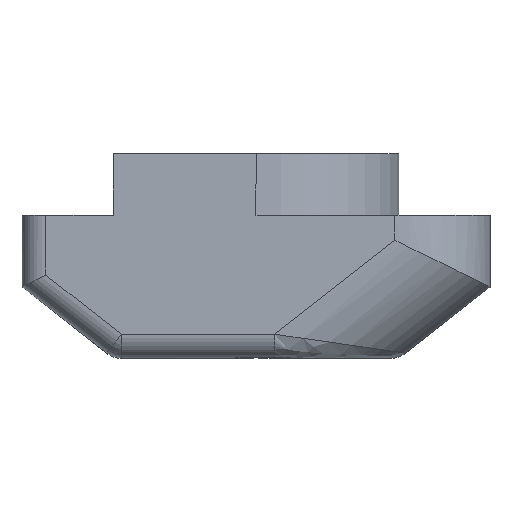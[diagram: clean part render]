
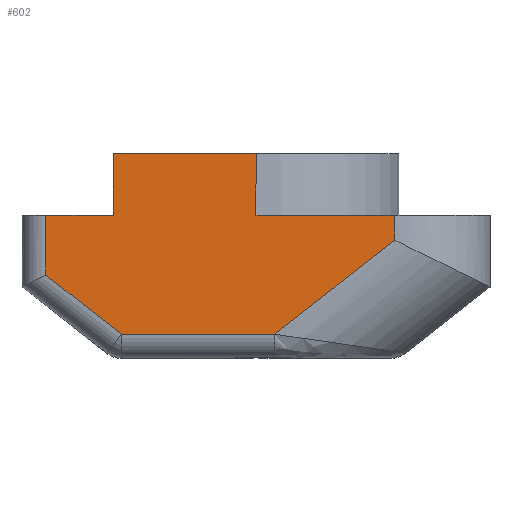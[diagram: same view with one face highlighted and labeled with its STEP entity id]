
A CAD part, top view. The second image highlights one B-rep face of the part: STEP entity #602.
In plain terms, the highlighted planar face has unit normal (0, 0, 1).
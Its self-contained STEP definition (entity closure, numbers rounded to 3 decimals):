
#2 = VERTEX_POINT ( 'NONE', #671 ) ;
#11 = CARTESIAN_POINT ( 'NONE',  ( 0.391, -2.5, 3. ) ) ;
#15 = LINE ( 'NONE', #407, #913 ) ;
#34 = VECTOR ( 'NONE', #540, 1000. ) ;
#37 = EDGE_CURVE ( 'NONE', #1124, #895, #350, .T. ) ;
#42 = CARTESIAN_POINT ( 'NONE',  ( 2.92, 0., 3. ) ) ;
#51 = DIRECTION ( 'NONE',  ( 0., 1., 0. ) ) ;
#69 = VERTEX_POINT ( 'NONE', #534 ) ;
#76 = VERTEX_POINT ( 'NONE', #637 ) ;
#97 = CARTESIAN_POINT ( 'NONE',  ( 0., 1.3, 3. ) ) ;
#100 = VECTOR ( 'NONE', #204, 1000. ) ;
#102 = VERTEX_POINT ( 'NONE', #252 ) ;
#121 = EDGE_CURVE ( 'NONE', #308, #813, #831, .T. ) ;
#142 = CARTESIAN_POINT ( 'NONE',  ( -4.42, 0., 3. ) ) ;
#152 = EDGE_CURVE ( 'NONE', #895, #813, #1172, .T. ) ;
#156 = VECTOR ( 'NONE', #878, 1000. ) ;
#157 = DIRECTION ( 'NONE',  ( -1., 0., 0. ) ) ;
#172 = VERTEX_POINT ( 'NONE', #11 ) ;
#192 = ORIENTED_EDGE ( 'NONE', *, *, #1006, .T. ) ;
#194 = DIRECTION ( 'NONE',  ( 0.788, 0.616, 0. ) ) ;
#196 = LINE ( 'NONE', #97, #156 ) ;
#197 = EDGE_LOOP ( 'NONE', ( #877, #192, #775, #326, #1014, #826, #851, #902, #423, #1039 ) ) ;
#204 = DIRECTION ( 'NONE',  ( 1., 0., 0. ) ) ;
#224 = VERTEX_POINT ( 'NONE', #687 ) ;
#225 = PLANE ( 'NONE',  #718 ) ;
#233 = VECTOR ( 'NONE', #1123, 1000. ) ;
#252 = CARTESIAN_POINT ( 'NONE',  ( -3., 0., 3. ) ) ;
#285 = EDGE_CURVE ( 'NONE', #76, #69, #1090, .T. ) ;
#308 = VERTEX_POINT ( 'NONE', #527 ) ;
#325 = EDGE_CURVE ( 'NONE', #224, #102, #723, .T. ) ;
#326 = ORIENTED_EDGE ( 'NONE', *, *, #37, .T. ) ;
#350 = LINE ( 'NONE', #42, #1222 ) ;
#407 = CARTESIAN_POINT ( 'NONE',  ( 1.361, -1.742, 3. ) ) ;
#411 = LINE ( 'NONE', #1165, #100 ) ;
#418 = EDGE_CURVE ( 'NONE', #102, #76, #661, .T. ) ;
#423 = ORIENTED_EDGE ( 'NONE', *, *, #418, .T. ) ;
#428 = DIRECTION ( 'NONE',  ( 0.788, -0.616, 0. ) ) ;
#518 = VECTOR ( 'NONE', #533, 1000. ) ;
#527 = CARTESIAN_POINT ( 'NONE',  ( 0., 1.3, 3. ) ) ;
#532 = EDGE_CURVE ( 'NONE', #224, #308, #196, .T. ) ;
#533 = DIRECTION ( 'NONE',  ( 0., -1., 0. ) ) ;
#534 = CARTESIAN_POINT ( 'NONE',  ( -4.42, -1.256, 3. ) ) ;
#537 = CARTESIAN_POINT ( 'NONE',  ( 0., 1.3, 3. ) ) ;
#540 = DIRECTION ( 'NONE',  ( 0., -1., 0. ) ) ;
#542 = CARTESIAN_POINT ( 'NONE',  ( 2.92, -0.525, 3. ) ) ;
#561 = CARTESIAN_POINT ( 'NONE',  ( -4.92, 0., 3. ) ) ;
#563 = VECTOR ( 'NONE', #1166, 1000. ) ;
#571 = CARTESIAN_POINT ( 'NONE',  ( -4.92, 0., 3. ) ) ;
#602 = ADVANCED_FACE ( 'NONE', ( #906 ), #225, .F. ) ;
#637 = CARTESIAN_POINT ( 'NONE',  ( -4.42, 0., 3. ) ) ;
#661 = LINE ( 'NONE', #561, #233 ) ;
#671 = CARTESIAN_POINT ( 'NONE',  ( -2.828, -2.5, 3. ) ) ;
#679 = VECTOR ( 'NONE', #428, 1000. ) ;
#687 = CARTESIAN_POINT ( 'NONE',  ( -3., 1.3, 3. ) ) ;
#718 = AXIS2_PLACEMENT_3D ( 'NONE', #1036, #922, #157 ) ;
#723 = LINE ( 'NONE', #1109, #518 ) ;
#758 = VECTOR ( 'NONE', #1105, 1000. ) ;
#775 = ORIENTED_EDGE ( 'NONE', *, *, #1020, .T. ) ;
#788 = EDGE_CURVE ( 'NONE', #69, #2, #1179, .T. ) ;
#813 = VERTEX_POINT ( 'NONE', #1030 ) ;
#826 = ORIENTED_EDGE ( 'NONE', *, *, #121, .F. ) ;
#831 = LINE ( 'NONE', #537, #758 ) ;
#851 = ORIENTED_EDGE ( 'NONE', *, *, #532, .F. ) ;
#877 = ORIENTED_EDGE ( 'NONE', *, *, #788, .T. ) ;
#878 = DIRECTION ( 'NONE',  ( 1., 0., 0. ) ) ;
#895 = VERTEX_POINT ( 'NONE', #1157 ) ;
#902 = ORIENTED_EDGE ( 'NONE', *, *, #325, .T. ) ;
#903 = CARTESIAN_POINT ( 'NONE',  ( -2.285, -2.924, 3. ) ) ;
#906 = FACE_OUTER_BOUND ( 'NONE', #197, .T. ) ;
#913 = VECTOR ( 'NONE', #194, 1000. ) ;
#922 = DIRECTION ( 'NONE',  ( 0., 0., -1. ) ) ;
#1006 = EDGE_CURVE ( 'NONE', #2, #172, #411, .T. ) ;
#1014 = ORIENTED_EDGE ( 'NONE', *, *, #152, .T. ) ;
#1020 = EDGE_CURVE ( 'NONE', #172, #1124, #15, .T. ) ;
#1030 = CARTESIAN_POINT ( 'NONE',  ( 0., 0., 3. ) ) ;
#1036 = CARTESIAN_POINT ( 'NONE',  ( 0., 0., 3. ) ) ;
#1039 = ORIENTED_EDGE ( 'NONE', *, *, #285, .T. ) ;
#1090 = LINE ( 'NONE', #142, #34 ) ;
#1105 = DIRECTION ( 'NONE',  ( 0., -1., 0. ) ) ;
#1109 = CARTESIAN_POINT ( 'NONE',  ( -3., 1.3, 3. ) ) ;
#1123 = DIRECTION ( 'NONE',  ( -1., 0., 0. ) ) ;
#1124 = VERTEX_POINT ( 'NONE', #542 ) ;
#1157 = CARTESIAN_POINT ( 'NONE',  ( 2.92, 0., 3. ) ) ;
#1165 = CARTESIAN_POINT ( 'NONE',  ( 0., -2.5, 3. ) ) ;
#1166 = DIRECTION ( 'NONE',  ( -1., 0., 0. ) ) ;
#1172 = LINE ( 'NONE', #571, #563 ) ;
#1179 = LINE ( 'NONE', #903, #679 ) ;
#1222 = VECTOR ( 'NONE', #51, 1000. ) ;
